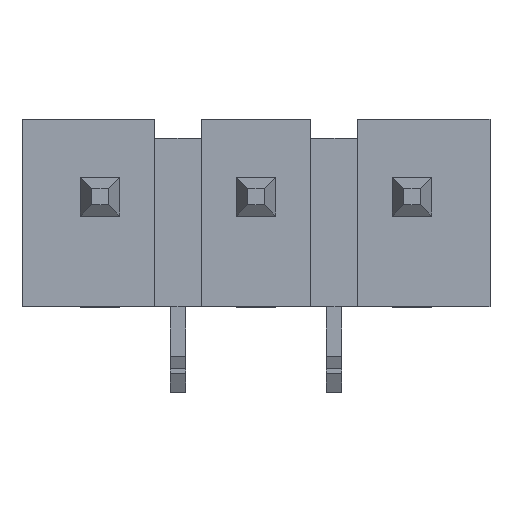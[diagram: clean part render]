
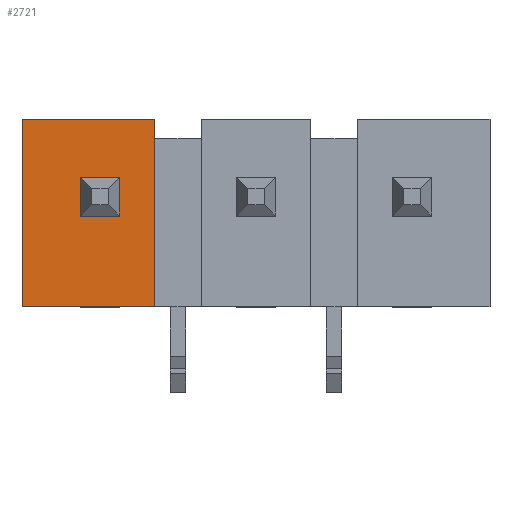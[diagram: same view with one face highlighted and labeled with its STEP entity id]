
A CAD part, top view. The second image highlights one B-rep face of the part: STEP entity #2721.
In plain terms, the highlighted planar face has unit normal (0, 0, 1).
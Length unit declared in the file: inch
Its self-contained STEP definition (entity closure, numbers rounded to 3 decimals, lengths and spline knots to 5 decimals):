
#116=ORIENTED_EDGE('',*,*,#908,.F.);
#117=ORIENTED_EDGE('',*,*,#909,.F.);
#118=ORIENTED_EDGE('',*,*,#910,.F.);
#119=ORIENTED_EDGE('',*,*,#911,.F.);
#120=ORIENTED_EDGE('',*,*,#887,.T.);
#121=ORIENTED_EDGE('',*,*,#912,.F.);
#122=ORIENTED_EDGE('',*,*,#913,.T.);
#123=ORIENTED_EDGE('',*,*,#914,.T.);
#887=EDGE_CURVE('',#1284,#1283,#1539,.T.);
#908=EDGE_CURVE('',#1304,#1305,#1560,.T.);
#909=EDGE_CURVE('',#1306,#1304,#1561,.T.);
#910=EDGE_CURVE('',#1307,#1306,#1562,.T.);
#911=EDGE_CURVE('',#1305,#1307,#1563,.T.);
#912=EDGE_CURVE('',#1308,#1283,#1564,.T.);
#913=EDGE_CURVE('',#1308,#1309,#1565,.T.);
#914=EDGE_CURVE('',#1309,#1284,#1566,.T.);
#1283=VERTEX_POINT('',#3860);
#1284=VERTEX_POINT('',#3862);
#1304=VERTEX_POINT('',#3906);
#1305=VERTEX_POINT('',#3907);
#1306=VERTEX_POINT('',#3909);
#1307=VERTEX_POINT('',#3911);
#1308=VERTEX_POINT('',#3914);
#1309=VERTEX_POINT('',#3916);
#1539=LINE('',#3861,#1911);
#1560=LINE('',#3905,#1932);
#1561=LINE('',#3908,#1933);
#1562=LINE('',#3910,#1934);
#1563=LINE('',#3912,#1935);
#1564=LINE('',#3913,#1936);
#1565=LINE('',#3915,#1937);
#1566=LINE('',#3917,#1938);
#1911=VECTOR('',#3111,39.37008);
#1932=VECTOR('',#3138,39.37008);
#1933=VECTOR('',#3139,39.37008);
#1934=VECTOR('',#3140,39.37008);
#1935=VECTOR('',#3141,39.37008);
#1936=VECTOR('',#3142,39.37008);
#1937=VECTOR('',#3143,39.37008);
#1938=VECTOR('',#3144,39.37008);
#2267=EDGE_LOOP('',(#116,#117,#118,#119));
#2268=EDGE_LOOP('',(#120,#121,#122,#123));
#2427=FACE_BOUND('',#2267,.T.);
#2428=FACE_BOUND('',#2268,.T.);
#2583=PLANE('',#2910);
#2721=ADVANCED_FACE('',(#2427,#2428),#2583,.T.);
#2910=AXIS2_PLACEMENT_3D('',#3904,#3136,#3137);
#3111=DIRECTION('',(1.,0.,0.));
#3136=DIRECTION('',(0.,0.,1.));
#3137=DIRECTION('',(1.,0.,0.));
#3138=DIRECTION('',(-1.,0.,0.));
#3139=DIRECTION('',(0.,1.,0.));
#3140=DIRECTION('',(1.,0.,0.));
#3141=DIRECTION('',(0.,-1.,0.));
#3142=DIRECTION('',(0.,-1.,0.));
#3143=DIRECTION('',(-1.,0.,0.));
#3144=DIRECTION('',(0.,-1.,0.));
#3860=CARTESIAN_POINT('',(-0.065,-0.06,0.05));
#3861=CARTESIAN_POINT('',(-0.15,-0.06,0.05));
#3862=CARTESIAN_POINT('',(-0.15,-0.06,0.05));
#3904=CARTESIAN_POINT('',(0.,0.,0.05));
#3905=CARTESIAN_POINT('',(-0.08775,0.02225,0.05));
#3906=CARTESIAN_POINT('',(-0.08775,0.02225,0.05));
#3907=CARTESIAN_POINT('',(-0.11225,0.02225,0.05));
#3908=CARTESIAN_POINT('',(-0.08775,-0.00225,0.05));
#3909=CARTESIAN_POINT('',(-0.08775,-0.00225,0.05));
#3910=CARTESIAN_POINT('',(-0.11225,-0.00225,0.05));
#3911=CARTESIAN_POINT('',(-0.11225,-0.00225,0.05));
#3912=CARTESIAN_POINT('',(-0.11225,0.02225,0.05));
#3913=CARTESIAN_POINT('',(-0.065,0.148,0.05));
#3914=CARTESIAN_POINT('',(-0.065,0.06,0.05));
#3915=CARTESIAN_POINT('',(0.15,0.06,0.05));
#3916=CARTESIAN_POINT('',(-0.15,0.06,0.05));
#3917=CARTESIAN_POINT('',(-0.15,0.06,0.05));
